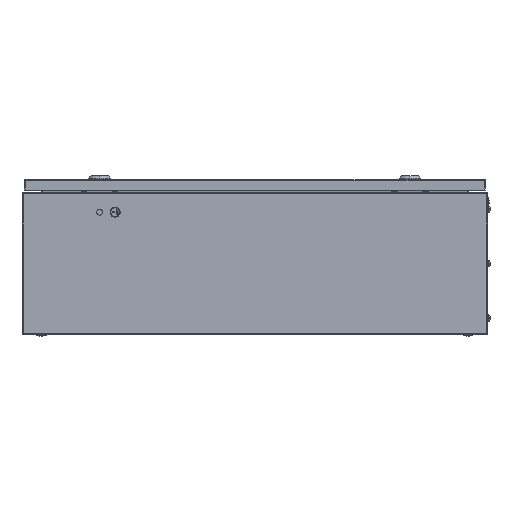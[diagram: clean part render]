
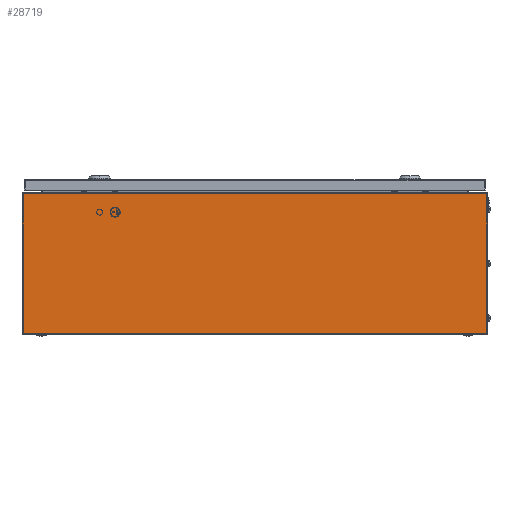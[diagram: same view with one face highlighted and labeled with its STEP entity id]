
A CAD part, left-side view. The second image highlights one B-rep face of the part: STEP entity #28719.
In plain terms, the highlighted planar face has unit normal (-1, 0, 0).
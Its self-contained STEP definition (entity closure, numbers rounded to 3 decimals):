
#1449 = FACE_OUTER_BOUND ( 'NONE', #28229, .T. ) ;
#6641 = VERTEX_POINT ( 'NONE', #16028 ) ;
#7460 = CARTESIAN_POINT ( 'NONE',  ( 0., 600., 183. ) ) ;
#16028 = CARTESIAN_POINT ( 'NONE',  ( 0., 0., 183. ) ) ;
#16177 = VECTOR ( 'NONE', #53349, 1000. ) ;
#20619 = LINE ( 'NONE', #41255, #60993 ) ;
#21000 = VERTEX_POINT ( 'NONE', #41080 ) ;
#22421 = PLANE ( 'NONE',  #46116 ) ;
#27193 = LINE ( 'NONE', #28225, #16177 ) ;
#27761 = ORIENTED_EDGE ( 'NONE', *, *, #56653, .F. ) ;
#28225 = CARTESIAN_POINT ( 'NONE',  ( 0., 0., 183. ) ) ;
#28229 = EDGE_LOOP ( 'NONE', ( #34999, #34077, #27761, #54919 ) ) ;
#28719 = ADVANCED_FACE ( 'NONE', ( #1449 ), #22421, .F. ) ;
#34077 = ORIENTED_EDGE ( 'NONE', *, *, #41671, .F. ) ;
#34298 = DIRECTION ( 'NONE',  ( 1., 0., 0. ) ) ;
#34999 = ORIENTED_EDGE ( 'NONE', *, *, #67645, .T. ) ;
#35656 = VECTOR ( 'NONE', #67780, 1000. ) ;
#41080 = CARTESIAN_POINT ( 'NONE',  ( 0., 0., 0. ) ) ;
#41255 = CARTESIAN_POINT ( 'NONE',  ( 0., 0., 0. ) ) ;
#41671 = EDGE_CURVE ( 'NONE', #6641, #21000, #57850, .T. ) ;
#41927 = DIRECTION ( 'NONE',  ( 0., -1., 0. ) ) ;
#46116 = AXIS2_PLACEMENT_3D ( 'NONE', #64652, #34298, #65700 ) ;
#46445 = EDGE_CURVE ( 'NONE', #58220, #61325, #61826, .T. ) ;
#46485 = CARTESIAN_POINT ( 'NONE',  ( 0., 600., 183. ) ) ;
#50871 = CARTESIAN_POINT ( 'NONE',  ( 0., 600., 0. ) ) ;
#52610 = CARTESIAN_POINT ( 'NONE',  ( 0., 0., 183. ) ) ;
#53349 = DIRECTION ( 'NONE',  ( 0., -1., 0. ) ) ;
#53817 = DIRECTION ( 'NONE',  ( 0., 0., -1. ) ) ;
#54919 = ORIENTED_EDGE ( 'NONE', *, *, #46445, .T. ) ;
#56653 = EDGE_CURVE ( 'NONE', #58220, #6641, #27193, .T. ) ;
#57850 = LINE ( 'NONE', #52610, #68585 ) ;
#58220 = VERTEX_POINT ( 'NONE', #7460 ) ;
#60993 = VECTOR ( 'NONE', #41927, 1000. ) ;
#61325 = VERTEX_POINT ( 'NONE', #50871 ) ;
#61826 = LINE ( 'NONE', #46485, #35656 ) ;
#64652 = CARTESIAN_POINT ( 'NONE',  ( 0., 0., 183. ) ) ;
#65700 = DIRECTION ( 'NONE',  ( 0., 0., -1. ) ) ;
#67645 = EDGE_CURVE ( 'NONE', #61325, #21000, #20619, .T. ) ;
#67780 = DIRECTION ( 'NONE',  ( 0., 0., -1. ) ) ;
#68585 = VECTOR ( 'NONE', #53817, 1000. ) ;
